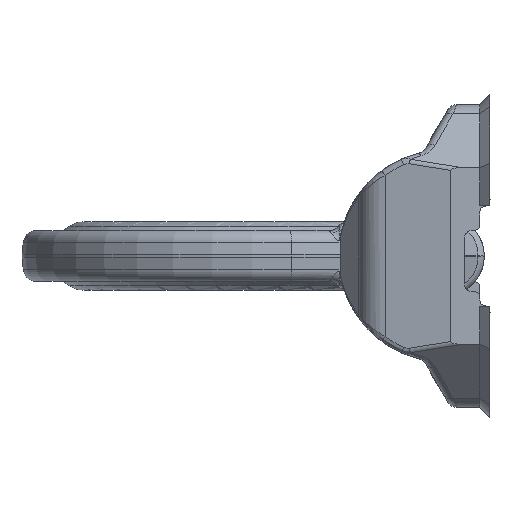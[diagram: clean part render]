
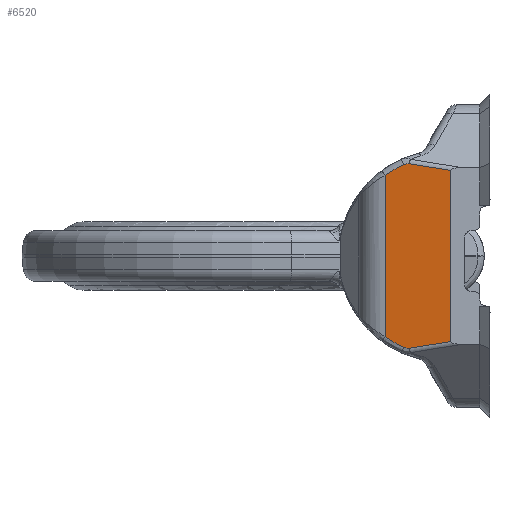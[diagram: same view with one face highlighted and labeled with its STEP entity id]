
A CAD part, left-side view. The second image highlights one B-rep face of the part: STEP entity #6520.
In plain terms, the highlighted planar face has unit normal (-0.988, 0.156, 0).
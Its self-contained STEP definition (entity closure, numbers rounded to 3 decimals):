
#436=DIRECTION('',(0.,0.,1.));
#437=VECTOR('',#436,135.735);
#438=CARTESIAN_POINT('',(-130.,31.,-67.867));
#439=LINE('',#438,#437);
#656=CARTESIAN_POINT('',(-124.049,68.571,72.322));
#657=CARTESIAN_POINT('',(-123.638,71.169,71.18));
#658=CARTESIAN_POINT('',(-122.84,76.209,68.632));
#659=CARTESIAN_POINT('',(-122.09,80.942,65.566));
#660=CARTESIAN_POINT('',(-121.728,83.23,63.903));
#678=CARTESIAN_POINT('',(-124.777,63.975,73.09));
#679=CARTESIAN_POINT('',(-124.729,64.278,73.138));
#680=CARTESIAN_POINT('',(-124.626,64.933,73.184));
#681=CARTESIAN_POINT('',(-124.443,66.085,73.088));
#682=CARTESIAN_POINT('',(-124.243,67.346,72.801));
#683=CARTESIAN_POINT('',(-124.114,68.162,72.502));
#684=CARTESIAN_POINT('',(-124.049,68.571,72.322));
#694=DIRECTION('',(0.155,0.976,0.155));
#695=VECTOR('',#694,33.792);
#696=CARTESIAN_POINT('',(-130.,31.,67.867));
#697=LINE('',#696,#695);
#3707=DIRECTION('',(-0.155,-0.976,0.155));
#3708=VECTOR('',#3707,33.792);
#3709=CARTESIAN_POINT('',(-124.777,63.975,
-73.09));
#3710=LINE('',#3709,#3708);
#3736=CARTESIAN_POINT('',(-124.049,68.571,
-72.322));
#3737=CARTESIAN_POINT('',(-124.114,68.16,
-72.503));
#3738=CARTESIAN_POINT('',(-124.244,67.341,
-72.802));
#3739=CARTESIAN_POINT('',(-124.443,66.085,
-73.088));
#3740=CARTESIAN_POINT('',(-124.626,64.93,
-73.184));
#3741=CARTESIAN_POINT('',(-124.73,64.277,
-73.138));
#3742=CARTESIAN_POINT('',(-124.777,63.975,
-73.09));
#3752=CARTESIAN_POINT('',(-121.728,83.23,
-63.903));
#3753=CARTESIAN_POINT('',(-122.09,80.942,
-65.566));
#3754=CARTESIAN_POINT('',(-122.84,76.209,
-68.632));
#3755=CARTESIAN_POINT('',(-123.638,71.169,
-71.18));
#3756=CARTESIAN_POINT('',(-124.049,68.571,
-72.322));
#3780=CARTESIAN_POINT('',(-121.728,83.23,
-63.903));
#3800=DIRECTION('',(0.,0.,-1.));
#3801=VECTOR('',#3800,127.806);
#3802=CARTESIAN_POINT('',(-121.728,83.23,63.903));
#3803=LINE('',#3802,#3801);
#4225=VERTEX_POINT('',#656);
#4226=VERTEX_POINT('',#660);
#4259=VERTEX_POINT('',#3780);
#4261=VERTEX_POINT('',#3756);
#4263=CARTESIAN_POINT('',(-124.777,63.975,
-73.09));
#4264=CARTESIAN_POINT('',(-130.,31.,-67.867));
#4265=VERTEX_POINT('',#4263);
#4266=VERTEX_POINT('',#4264);
#4270=CARTESIAN_POINT('',(-130.,31.,67.867));
#4271=VERTEX_POINT('',#4270);
#4313=CARTESIAN_POINT('',(-124.777,63.975,73.09));
#4314=VERTEX_POINT('',#4313);
#6499=CARTESIAN_POINT('',(-130.,31.,144.));
#6500=DIRECTION('',(0.988,-0.156,0.));
#6501=DIRECTION('',(0.156,0.988,0.));
#6502=AXIS2_PLACEMENT_3D('',#6499,#6500,#6501);
#6503=PLANE('',#6502);
#6504=ORIENTED_EDGE('',*,*,#6489,.F.);
#6506=ORIENTED_EDGE('',*,*,#6505,.F.);
#6508=ORIENTED_EDGE('',*,*,#6507,.F.);
#6509=ORIENTED_EDGE('',*,*,#6086,.F.);
#6511=ORIENTED_EDGE('',*,*,#6510,.F.);
#6513=ORIENTED_EDGE('',*,*,#6512,.F.);
#6515=ORIENTED_EDGE('',*,*,#6514,.F.);
#6517=ORIENTED_EDGE('',*,*,#6516,.F.);
#6518=EDGE_LOOP('',(#6504,#6506,#6508,#6509,#6511,#6513,#6515,#6517));
#6519=FACE_OUTER_BOUND('',#6518,.F.);
#6520=ADVANCED_FACE('',(#6519),#6503,.F.);
#661=B_SPLINE_CURVE_WITH_KNOTS('',3,(#656,#657,#658,#659,#660),.UNSPECIFIED.,
.F.,.F.,(4,1,4),(0.,0.5,1.),.UNSPECIFIED.);
#685=B_SPLINE_CURVE_WITH_KNOTS('',3,(#678,#679,#680,#681,#682,#683,#684),
.UNSPECIFIED.,.F.,.F.,(4,1,1,1,4),(0.,0.25,0.5,0.75,1.),
.UNSPECIFIED.);
#3743=B_SPLINE_CURVE_WITH_KNOTS('',3,(#3736,#3737,#3738,#3739,#3740,#3741,
#3742),.UNSPECIFIED.,.F.,.F.,(4,1,1,1,4),(0.,0.25,0.5,0.75,1.),
.UNSPECIFIED.);
#3757=B_SPLINE_CURVE_WITH_KNOTS('',3,(#3752,#3753,#3754,#3755,#3756),
.UNSPECIFIED.,.F.,.F.,(4,1,4),(0.,0.5,1.),.UNSPECIFIED.);
#6086=EDGE_CURVE('',#4266,#4271,#439,.T.);
#6489=EDGE_CURVE('',#4225,#4226,#661,.T.);
#6505=EDGE_CURVE('',#4314,#4225,#685,.T.);
#6507=EDGE_CURVE('',#4271,#4314,#697,.T.);
#6510=EDGE_CURVE('',#4265,#4266,#3710,.T.);
#6512=EDGE_CURVE('',#4261,#4265,#3743,.T.);
#6514=EDGE_CURVE('',#4259,#4261,#3757,.T.);
#6516=EDGE_CURVE('',#4226,#4259,#3803,.T.);
